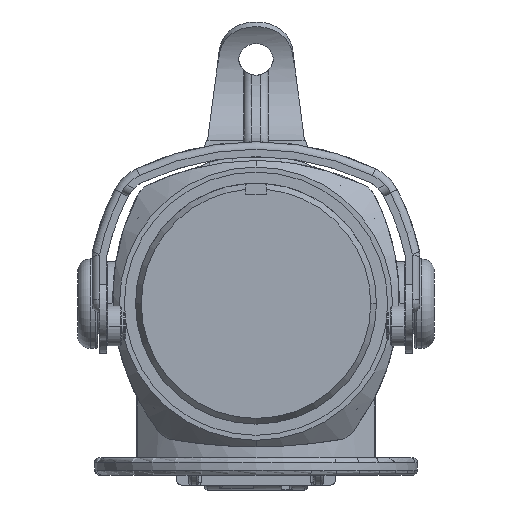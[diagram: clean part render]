
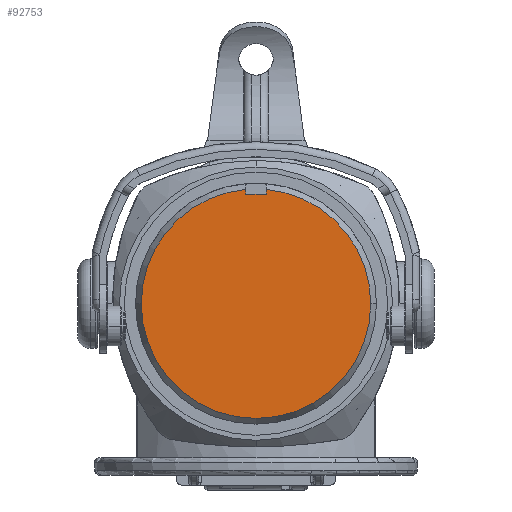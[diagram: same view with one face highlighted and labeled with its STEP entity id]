
A CAD part, front view. The second image highlights one B-rep face of the part: STEP entity #92753.
In plain terms, the highlighted planar face has unit normal (0, -1, 0).
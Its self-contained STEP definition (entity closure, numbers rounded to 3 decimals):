
#36894=CARTESIAN_POINT('',(0.,0.,0.));
#36895=DIRECTION('',(0.,1.,0.));
#36896=DIRECTION('',(0.091,0.,0.996));
#36897=AXIS2_PLACEMENT_3D('',#36894,#36895,#36896);
#36899=CARTESIAN_POINT('',(0.,0.,0.));
#36900=DIRECTION('',(0.,1.,0.));
#36901=DIRECTION('',(1.,0.,0.));
#36902=AXIS2_PLACEMENT_3D('',#36899,#36900,#36901);
#36904=CARTESIAN_POINT('',(0.,0.,0.));
#36905=DIRECTION('',(0.,1.,0.));
#36906=DIRECTION('',(-1.,0.,0.));
#36907=AXIS2_PLACEMENT_3D('',#36904,#36905,#36906);
#36909=DIRECTION('',(0.,0.,1.));
#36910=VECTOR('',#36909,1.);
#36911=CARTESIAN_POINT('',(-2.1,0.,22.));
#36912=LINE('',#36911,#36910);
#36946=DIRECTION('',(0.,0.,-1.));
#36947=VECTOR('',#36946,1.);
#36948=CARTESIAN_POINT('',(2.1,0.,23.));
#36949=LINE('',#36948,#36947);
#36950=DIRECTION('',(-1.,0.,0.));
#36951=VECTOR('',#36950,4.2);
#36952=CARTESIAN_POINT('',(2.1,0.,22.));
#36953=LINE('',#36952,#36951);
#38742=CARTESIAN_POINT('',(-2.1,0.,22.));
#38743=CARTESIAN_POINT('',(-2.1,0.,23.));
#38744=VERTEX_POINT('',#38742);
#38745=VERTEX_POINT('',#38743);
#38746=CARTESIAN_POINT('',(2.1,0.,22.));
#38747=VERTEX_POINT('',#38746);
#38748=CARTESIAN_POINT('',(2.1,0.,23.));
#38749=VERTEX_POINT('',#38748);
#38750=CARTESIAN_POINT('',(23.095,0.,0.));
#38751=VERTEX_POINT('',#38750);
#38752=CARTESIAN_POINT('',(-23.095,0.,0.));
#38753=VERTEX_POINT('',#38752);
#92735=CARTESIAN_POINT('',(0.,0.,0.));
#92736=DIRECTION('',(0.,1.,0.));
#92737=DIRECTION('',(1.,0.,0.));
#92738=AXIS2_PLACEMENT_3D('',#92735,#92736,#92737);
#92739=PLANE('',#92738);
#92741=ORIENTED_EDGE('',*,*,#92740,.F.);
#92743=ORIENTED_EDGE('',*,*,#92742,.F.);
#92745=ORIENTED_EDGE('',*,*,#92744,.F.);
#92747=ORIENTED_EDGE('',*,*,#92746,.T.);
#92748=ORIENTED_EDGE('',*,*,#92725,.T.);
#92750=ORIENTED_EDGE('',*,*,#92749,.T.);
#92751=EDGE_LOOP('',(#92741,#92743,#92745,#92747,#92748,#92750));
#92752=FACE_OUTER_BOUND('',#92751,.F.);
#92753=ADVANCED_FACE('',(#92752),#92739,.F.);
#36898=CIRCLE('',#36897,23.095);
#36903=CIRCLE('',#36902,23.095);
#36908=CIRCLE('',#36907,23.095);
#92725=EDGE_CURVE('',#38751,#38753,#36903,.T.);
#92740=EDGE_CURVE('',#38744,#38745,#36912,.T.);
#92742=EDGE_CURVE('',#38747,#38744,#36953,.T.);
#92744=EDGE_CURVE('',#38749,#38747,#36949,.T.);
#92746=EDGE_CURVE('',#38749,#38751,#36898,.T.);
#92749=EDGE_CURVE('',#38753,#38745,#36908,.T.);
